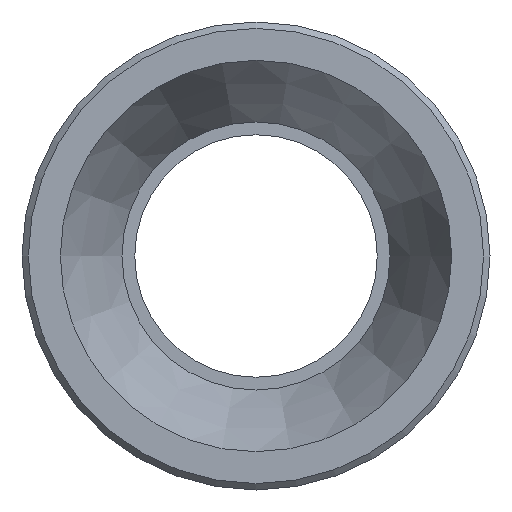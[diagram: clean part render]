
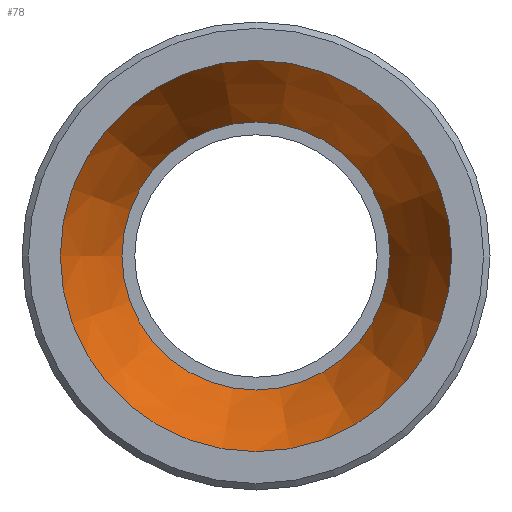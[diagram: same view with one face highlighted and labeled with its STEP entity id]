
A CAD part, left-side view. The second image highlights one B-rep face of the part: STEP entity #78.
In plain terms, the highlighted conical face has half-angle 25.5 degrees and reference radius 46 mm.
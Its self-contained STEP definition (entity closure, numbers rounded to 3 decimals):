
#78 = ADVANCED_FACE( '', ( #98, #99 ), #100, .F. );
#98 = FACE_BOUND( '', #137, .T. );
#99 = FACE_OUTER_BOUND( '', #138, .T. );
#100 = CONICAL_SURFACE( '', #139, 46., 0.445 );
#137 = EDGE_LOOP( '', ( #182 ) );
#138 = EDGE_LOOP( '', ( #183 ) );
#139 = AXIS2_PLACEMENT_3D( '', #184, #185, #186 );
#182 = ORIENTED_EDGE( '', *, *, #236, .T. );
#183 = ORIENTED_EDGE( '', *, *, #235, .F. );
#184 = CARTESIAN_POINT( '', ( -34.063, 0., 0. ) );
#185 = DIRECTION( '', ( -1., 0., 0. ) );
#186 = DIRECTION( '', ( 0., -1., 0. ) );
#235 = EDGE_CURVE( '', #251, #251, #252, .T. );
#236 = EDGE_CURVE( '', #253, #253, #254, .T. );
#251 = VERTEX_POINT( '', #277 );
#252 = CIRCLE( '', #278, 46. );
#253 = VERTEX_POINT( '', #279 );
#254 = CIRCLE( '', #280, 31.5 );
#277 = CARTESIAN_POINT( '', ( -34.063, 46., 0. ) );
#278 = AXIS2_PLACEMENT_3D( '', #306, #307, #308 );
#279 = CARTESIAN_POINT( '', ( -3.662, 31.5, 0. ) );
#280 = AXIS2_PLACEMENT_3D( '', #309, #310, #311 );
#306 = CARTESIAN_POINT( '', ( -34.063, 0., 0. ) );
#307 = DIRECTION( '', ( 1., 0., 0. ) );
#308 = DIRECTION( '', ( 0., 1., 0. ) );
#309 = CARTESIAN_POINT( '', ( -3.663, 0., 0. ) );
#310 = DIRECTION( '', ( 1., 0., 0. ) );
#311 = DIRECTION( '', ( 0., 1., 0. ) );
